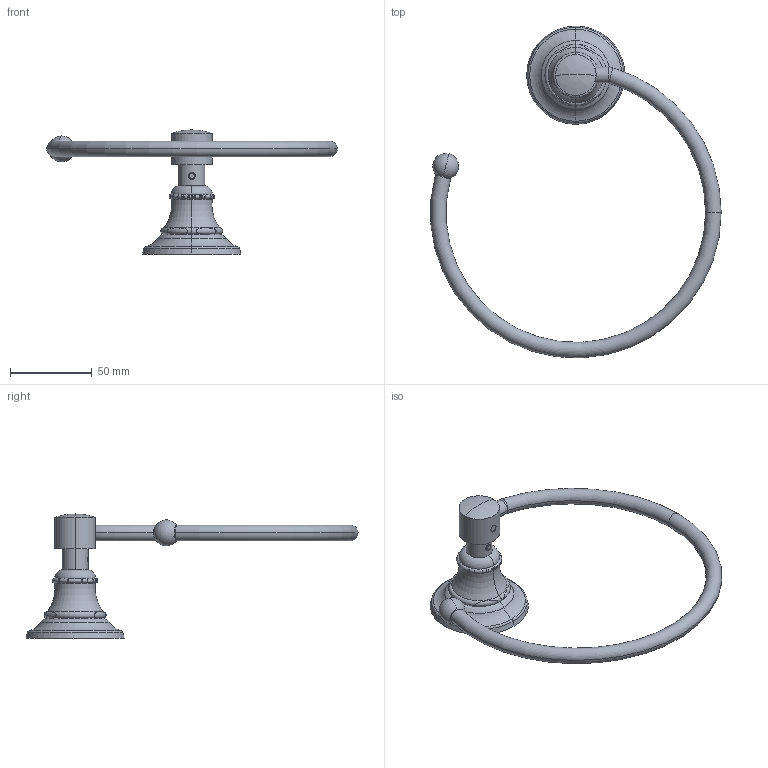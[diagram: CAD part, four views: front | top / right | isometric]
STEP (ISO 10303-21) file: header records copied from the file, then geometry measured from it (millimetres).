
FILE_DESCRIPTION((''),'2;1');
FILE_NAME('33-10_WEB','2010-07-28T',('pnmurthy'),(''),'PRO/ENGINEER BY PARAMETRIC TECHNOLOGY CORPORATION, 2009300','PRO/ENGINEER BY PARAMETRIC TECHNOLOGY CORPORATION, 2009300','');
FILE_SCHEMA(('CONFIG_CONTROL_DESIGN'));
Length unit declared in the file: inch
Products named in the file (1): 33-10_WEB
Bounding box: 177.53 x 203 x 75.9 mm (x, y, z)
Surface area: 27124.5 mm2 (no closed solid volume)
Topology: 0 solids, 34 shells, 79 faces, 188 edges, 134 vertices
Faces by surface type: plane 36, torus 20, cylinder 10, cone 6, bspline 5, sphere 2
Entity records: 3672 total; most frequent: CARTESIAN_POINT 1961, DIRECTION 362, ORIENTED_EDGE 275, EDGE_CURVE 184, AXIS2_PLACEMENT_3D 158, VERTEX_POINT 134, CIRCLE 84, EDGE_LOOP 79
